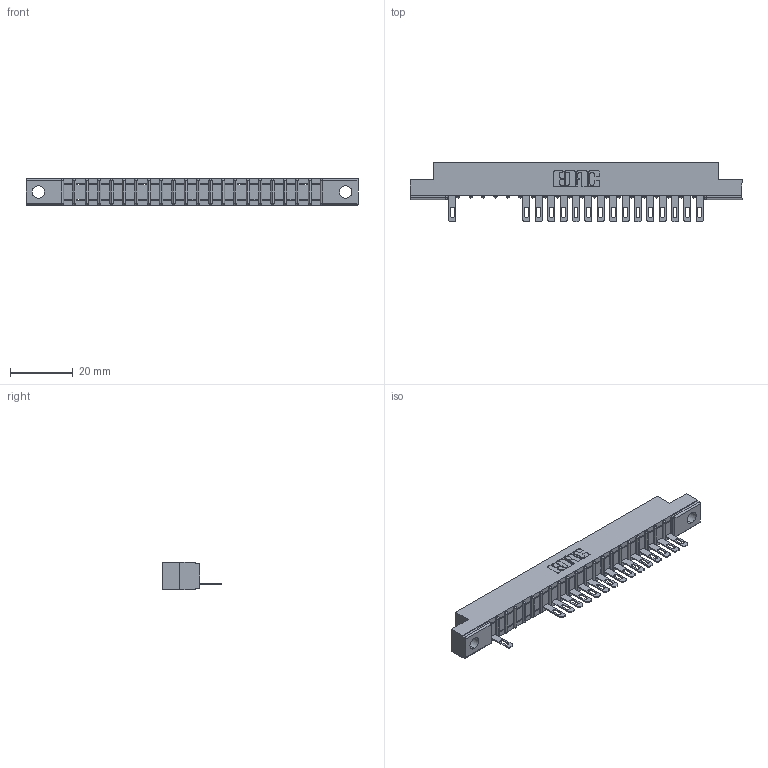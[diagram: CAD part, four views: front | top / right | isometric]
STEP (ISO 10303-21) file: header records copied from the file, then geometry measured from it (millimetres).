
FILE_DESCRIPTION (( 'STEP AP203' ), '1' );
FILE_NAME ('357-021-505-102.STEP', '2018-08-08T09:14:08', ( '' ), ( '' ), 'SwSTEP 2.0', 'SolidWorks 2016', '' );
FILE_SCHEMA (( 'CONFIG_CONTROL_DESIGN' ));
Length unit declared in the file: inch
Products named in the file (3): 357-021-505-102; 307 Part_.128 Dia Mounting Holes; 307-290-001_505
Assembly tree (17 placements, depth 2):
  357-021-505-102
    307 Part_.128 Dia Mounting Holes
    307-290-001_505  x16
Bounding box: 106.22 x 19.18 x 8.71 mm (x, y, z)
Volume: 6570.3 mm3; surface area: 9670.6 mm2
Topology: 17 solids, 17 shells, 1136 faces, 3235 edges, 2074 vertices
Faces by surface type: plane 706, cylinder 386, sphere 44
Entity records: 20408 total; most frequent: CARTESIAN_POINT 3451, ORIENTED_EDGE 3442, DIRECTION 3365, EDGE_CURVE 1721, LINE 1309, VECTOR 1309, VERTEX_POINT 1114, AXIS2_PLACEMENT_3D 1028
